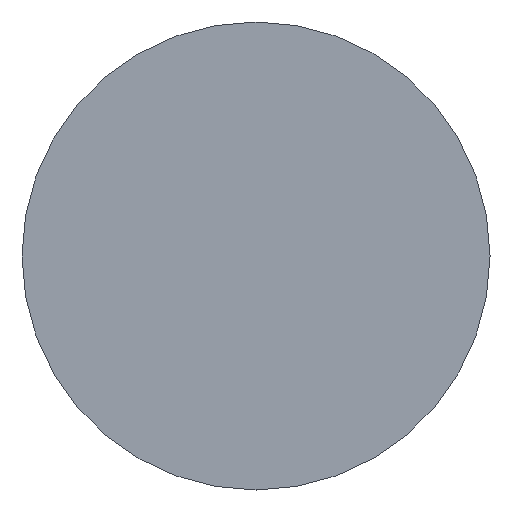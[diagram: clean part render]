
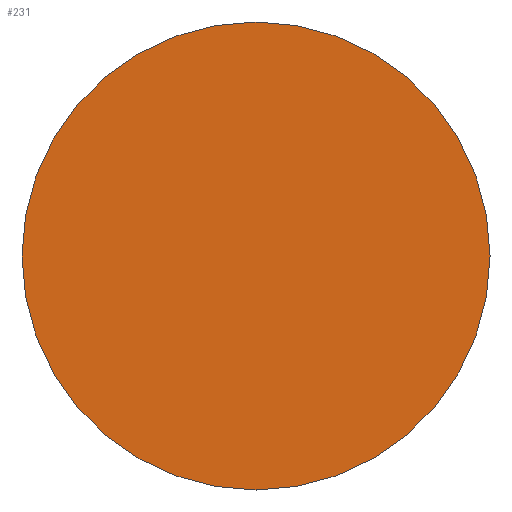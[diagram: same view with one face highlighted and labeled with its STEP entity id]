
A CAD part, front view. The second image highlights one B-rep face of the part: STEP entity #231.
In plain terms, the highlighted planar face has unit normal (0, -1, 0).
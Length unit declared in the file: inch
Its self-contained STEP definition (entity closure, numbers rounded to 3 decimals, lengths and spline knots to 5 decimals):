
#14 = ORIENTED_EDGE ( 'NONE', *, *, #268, .T. ) ;
#18 = FACE_OUTER_BOUND ( 'NONE', #46, .T. ) ;
#29 = CIRCLE ( 'NONE', #257, 0.5 ) ;
#33 = CARTESIAN_POINT ( 'NONE',  ( 0., 0., 0. ) ) ;
#42 = CARTESIAN_POINT ( 'NONE',  ( 0., 0., 0.5 ) ) ;
#46 = EDGE_LOOP ( 'NONE', ( #169, #14 ) ) ;
#74 = CARTESIAN_POINT ( 'NONE',  ( 0., 0., -0.5 ) ) ;
#93 = AXIS2_PLACEMENT_3D ( 'NONE', #185, #300, #280 ) ;
#102 = CIRCLE ( 'NONE', #270, 0.5 ) ;
#111 = EDGE_CURVE ( 'NONE', #194, #114, #29, .T. ) ;
#114 = VERTEX_POINT ( 'NONE', #42 ) ;
#133 = DIRECTION ( 'NONE',  ( 0., 0., -1. ) ) ;
#169 = ORIENTED_EDGE ( 'NONE', *, *, #111, .T. ) ;
#185 = CARTESIAN_POINT ( 'NONE',  ( 0., 0., 0. ) ) ;
#194 = VERTEX_POINT ( 'NONE', #74 ) ;
#206 = PLANE ( 'NONE',  #93 ) ;
#221 = DIRECTION ( 'NONE',  ( 0., -1., 0. ) ) ;
#227 = CARTESIAN_POINT ( 'NONE',  ( 0., 0., 0. ) ) ;
#231 = ADVANCED_FACE ( 'NONE', ( #18 ), #206, .T. ) ;
#236 = DIRECTION ( 'NONE',  ( 0., -1., 0. ) ) ;
#257 = AXIS2_PLACEMENT_3D ( 'NONE', #227, #236, #271 ) ;
#268 = EDGE_CURVE ( 'NONE', #114, #194, #102, .T. ) ;
#270 = AXIS2_PLACEMENT_3D ( 'NONE', #33, #221, #133 ) ;
#271 = DIRECTION ( 'NONE',  ( 0., 0., -1. ) ) ;
#280 = DIRECTION ( 'NONE',  ( 0., 0., -1. ) ) ;
#300 = DIRECTION ( 'NONE',  ( 0., -1., 0. ) ) ;
